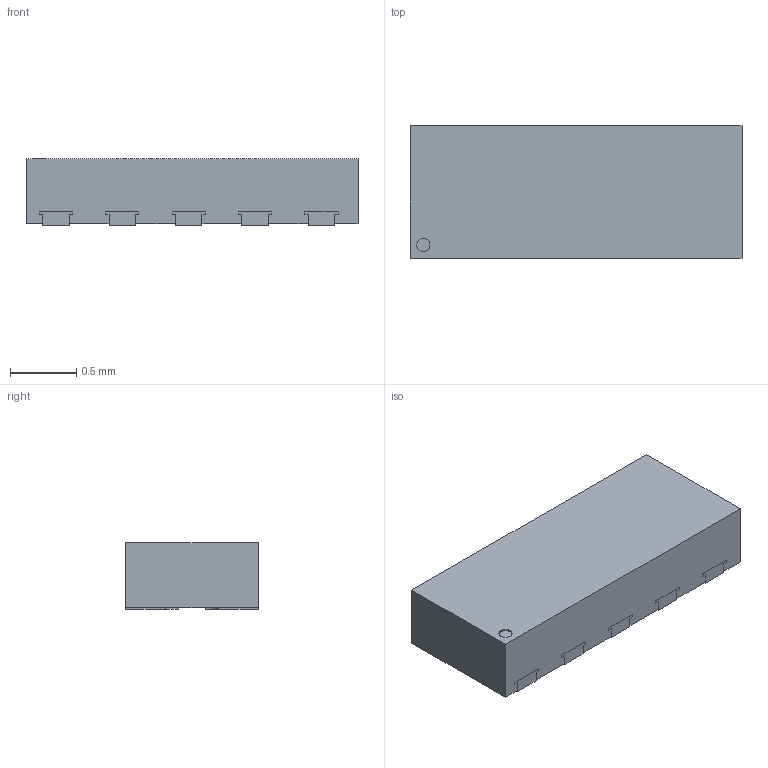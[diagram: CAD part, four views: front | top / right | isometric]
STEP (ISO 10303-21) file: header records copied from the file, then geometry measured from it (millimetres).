
FILE_DESCRIPTION (( 'STEP AP214' ), '1' );
FILE_NAME ('DFN10.STEP', '2018-01-25T01:00:17', ( '微软用户' ), ( '微软中国' ), 'SwSTEP 2.0', 'SolidWorks 2015', '' );
FILE_SCHEMA (( 'AUTOMOTIVE_DESIGN' ));
Length unit declared in the file: millimetre
Products named in the file (1): DFN10
Bounding box: 2.5 x 1 x 0.5 mm (x, y, z)
Volume: 1.2 mm3; surface area: 12.7 mm2
Topology: 11 solids, 11 shells, 229 faces, 578 edges, 372 vertices
Faces by surface type: plane 187, cylinder 42
Entity records: 7936 total; most frequent: CARTESIAN_POINT 1180, ORIENTED_EDGE 1156, DIRECTION 1122, EDGE_CURVE 578, VECTOR 494, LINE 494, VERTEX_POINT 372, AXIS2_PLACEMENT_3D 314
